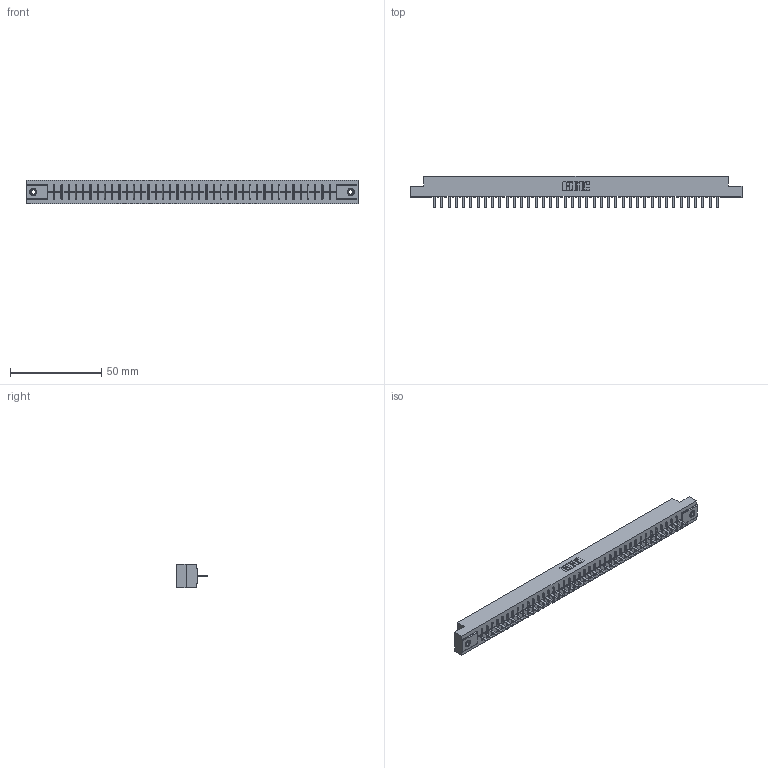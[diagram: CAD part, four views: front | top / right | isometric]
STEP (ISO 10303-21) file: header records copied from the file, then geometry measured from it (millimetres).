
FILE_DESCRIPTION (( 'STEP AP203' ), '1' );
FILE_NAME ('356-040-520-107.STEP', '2018-08-01T22:34:11', ( '' ), ( '' ), 'SwSTEP 2.0', 'SolidWorks 2016', '' );
FILE_SCHEMA (( 'CONFIG_CONTROL_DESIGN' ));
Length unit declared in the file: inch
Products named in the file (4): 306 Part_.156 Dia; 306-290-001_120; 345-250-001_345-250-005-103; 356-040-520-107
Assembly tree (43 placements, depth 2):
  356-040-520-107
    306 Part_.156 Dia
    306-290-001_120  x40
    345-250-001_345-250-005-103  x2
Bounding box: 181.51 x 17.12 x 12.7 mm (x, y, z)
Volume: 20046.6 mm3; surface area: 20608.6 mm2
Topology: 43 solids, 43 shells, 2976 faces, 8332 edges, 5332 vertices
Faces by surface type: plane 1980, cylinder 820, sphere 160, cone 12, torus 4
Entity records: 38702 total; most frequent: CARTESIAN_POINT 6478, ORIENTED_EDGE 6416, DIRECTION 6396, EDGE_CURVE 3208, LINE 2508, VECTOR 2508, VERTEX_POINT 2026, AXIS2_PLACEMENT_3D 1944
